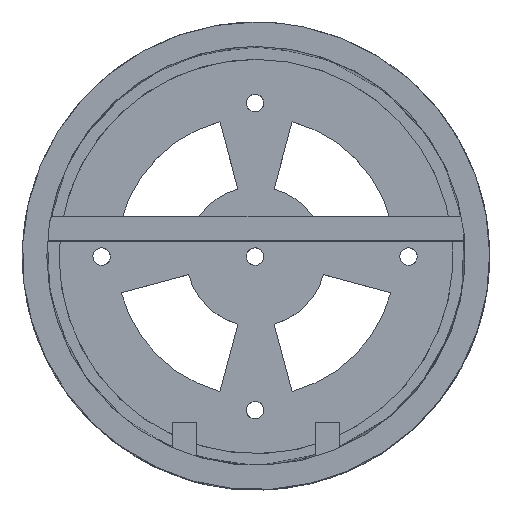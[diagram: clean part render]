
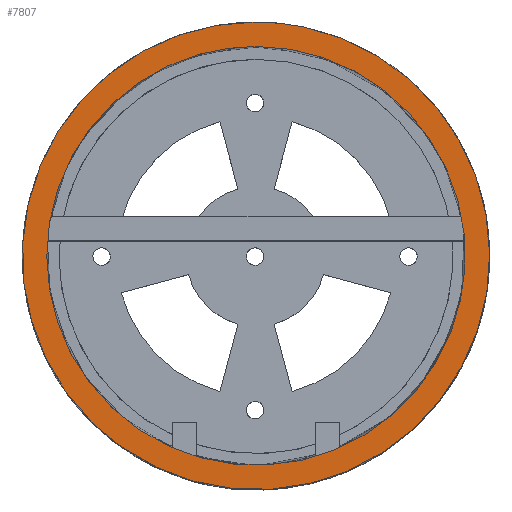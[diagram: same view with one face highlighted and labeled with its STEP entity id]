
A CAD part, top view. The second image highlights one B-rep face of the part: STEP entity #7807.
In plain terms, the highlighted planar face has unit normal (0, 0, 1).
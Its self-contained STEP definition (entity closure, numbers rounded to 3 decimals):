
#100=ELLIPSE('',#8034,30.,29.977);
#1464=PLANE('',#8143);
#1492=FACE_BOUND('',#2307,.T.);
#1892=FACE_OUTER_BOUND('',#2306,.T.);
#2306=EDGE_LOOP('',(#7209));
#2307=EDGE_LOOP('',(#7210));
#2414=B_SPLINE_CURVE_WITH_KNOTS('',3,(#10494,#10495,#10496,#10497,#10498,
#10499,#10500,#10501,#10502,#10503,#10504,#10505,#10506,#10507,#10508,#10509,
#10510,#10511,#10512,#10513,#10514,#10515,#10516,#10517,#10518,#10519,#10520,
#10521,#10522,#10523,#10524,#10525,#10526,#10527,#10528,#10529,#10530),
 .UNSPECIFIED.,.T.,.F.,(4,3,3,3,3,3,3,3,3,3,3,3,4),(-3.142,-2.588,
-2.034,-1.48,-0.902,-0.347,
0.208,0.762,1.315,1.871,2.424,
2.978,3.142),.UNSPECIFIED.);
#2965=VERTEX_POINT('',#10491);
#3631=VERTEX_POINT('',#19888);
#3777=EDGE_CURVE('',#2965,#2965,#2414,.T.);
#4753=EDGE_CURVE('',#3631,#3631,#100,.T.);
#7209=ORIENTED_EDGE('',*,*,#3777,.T.);
#7210=ORIENTED_EDGE('',*,*,#4753,.T.);
#7807=ADVANCED_FACE('',(#1892,#1492),#1464,.T.);
#8034=AXIS2_PLACEMENT_3D('',#19889,#9028,#9029);
#8143=AXIS2_PLACEMENT_3D('',#20147,#9335,#9336);
#9028=DIRECTION('center_axis',(0.,0.,-1.));
#9029=DIRECTION('ref_axis',(0.,-1.,0.));
#9335=DIRECTION('center_axis',(0.,0.,1.));
#9336=DIRECTION('ref_axis',(1.,0.,0.));
#10491=CARTESIAN_POINT('',(5.825,55.326,60.));
#10494=CARTESIAN_POINT('Ctrl Pts',(5.825,55.326,60.));
#10495=CARTESIAN_POINT('Ctrl Pts',(-0.359,55.326,
60.));
#10496=CARTESIAN_POINT('Ctrl Pts',(-6.533,53.569,60.));
#10497=CARTESIAN_POINT('Ctrl Pts',(-11.791,50.313,60.));
#10498=CARTESIAN_POINT('Ctrl Pts',(-17.048,47.058,60.));
#10499=CARTESIAN_POINT('Ctrl Pts',(-21.373,42.315,60.));
#10500=CARTESIAN_POINT('Ctrl Pts',(-24.132,36.78,60.));
#10501=CARTESIAN_POINT('Ctrl Pts',(-26.89,31.246,60.));
#10502=CARTESIAN_POINT('Ctrl Pts',(-28.075,24.938,60.));
#10503=CARTESIAN_POINT('Ctrl Pts',(-27.513,18.78,60.));
#10504=CARTESIAN_POINT('Ctrl Pts',(-26.927,12.356,60.));
#10505=CARTESIAN_POINT('Ctrl Pts',(-24.438,6.119,60.));
#10506=CARTESIAN_POINT('Ctrl Pts',(-20.442,1.057,60.));
#10507=CARTESIAN_POINT('Ctrl Pts',(-16.599,-3.81,
60.));
#10508=CARTESIAN_POINT('Ctrl Pts',(-11.377,-7.575,
60.));
#10509=CARTESIAN_POINT('Ctrl Pts',(-5.546,-9.682,
60.));
#10510=CARTESIAN_POINT('Ctrl Pts',(0.274,-11.785,
60.));
#10511=CARTESIAN_POINT('Ctrl Pts',(6.683,-12.23,60.));
#10512=CARTESIAN_POINT('Ctrl Pts',(12.738,-10.952,60.));
#10513=CARTESIAN_POINT('Ctrl Pts',(18.786,-9.674,60.));
#10514=CARTESIAN_POINT('Ctrl Pts',(24.462,-6.681,60.));
#10515=CARTESIAN_POINT('Ctrl Pts',(28.934,-2.411,60.));
#10516=CARTESIAN_POINT('Ctrl Pts',(33.403,1.855,60.));
#10517=CARTESIAN_POINT('Ctrl Pts',(36.655,7.383,60.));
#10518=CARTESIAN_POINT('Ctrl Pts',(38.216,13.363,60.));
#10519=CARTESIAN_POINT('Ctrl Pts',(39.781,19.361,60.));
#10520=CARTESIAN_POINT('Ctrl Pts',(39.638,25.796,60.));
#10521=CARTESIAN_POINT('Ctrl Pts',(37.809,31.719,60.));
#10522=CARTESIAN_POINT('Ctrl Pts',(35.985,37.625,60.));
#10523=CARTESIAN_POINT('Ctrl Pts',(32.489,43.004,60.));
#10524=CARTESIAN_POINT('Ctrl Pts',(27.834,47.069,60.));
#10525=CARTESIAN_POINT('Ctrl Pts',(23.178,51.134,60.));
#10526=CARTESIAN_POINT('Ctrl Pts',(17.377,53.871,60.));
#10527=CARTESIAN_POINT('Ctrl Pts',(11.28,54.879,60.));
#10528=CARTESIAN_POINT('Ctrl Pts',(9.478,55.176,60.));
#10529=CARTESIAN_POINT('Ctrl Pts',(7.651,55.326,60.));
#10530=CARTESIAN_POINT('Ctrl Pts',(5.825,55.326,60.));
#19888=CARTESIAN_POINT('',(5.825,51.826,60.));
#19889=CARTESIAN_POINT('Origin',(5.825,21.826,60.));
#20147=CARTESIAN_POINT('Origin',(5.853,21.548,60.));
